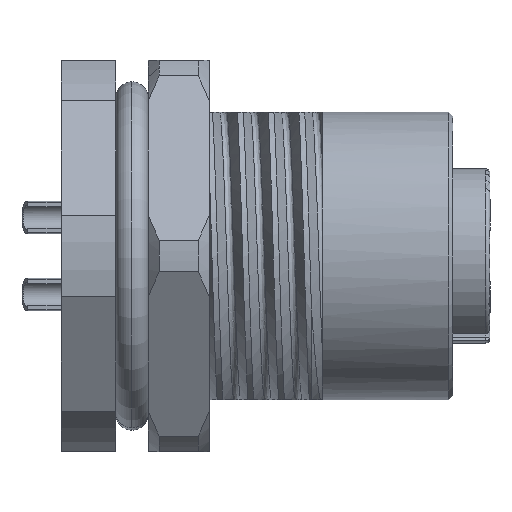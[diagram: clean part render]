
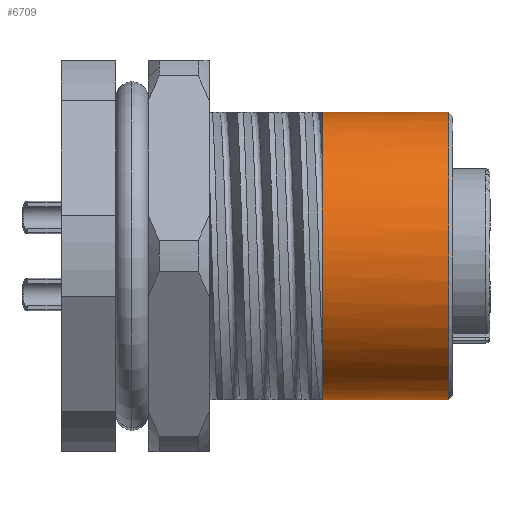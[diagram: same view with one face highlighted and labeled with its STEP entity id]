
A CAD part, front view. The second image highlights one B-rep face of the part: STEP entity #6709.
In plain terms, the highlighted cylindrical face has radius 6.6 mm (diameter 13.2 mm), a partial arc.
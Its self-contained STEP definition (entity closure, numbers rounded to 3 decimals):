
#132 = VERTEX_POINT ( 'NONE', #18052 ) ;
#1444 = DIRECTION ( 'NONE',  ( 0., 0., 1. ) ) ;
#1688 = CIRCLE ( 'NONE', #18485, 6.6 ) ;
#1706 = CIRCLE ( 'NONE', #23392, 6.6 ) ;
#1939 = DIRECTION ( 'NONE',  ( 0., 0., 1. ) ) ;
#2379 = EDGE_CURVE ( 'NONE', #3220, #132, #1688, .T. ) ;
#3220 = VERTEX_POINT ( 'NONE', #16693 ) ;
#4093 = EDGE_CURVE ( 'NONE', #17696, #23442, #1706, .T. ) ;
#4242 = EDGE_LOOP ( 'NONE', ( #5198, #14470, #14449, #4898 ) ) ;
#4898 = ORIENTED_EDGE ( 'NONE', *, *, #4093, .F. ) ;
#5050 = CARTESIAN_POINT ( 'NONE',  ( -1.5, 0., -6.6 ) ) ;
#5198 = ORIENTED_EDGE ( 'NONE', *, *, #9335, .F. ) ;
#5688 = CARTESIAN_POINT ( 'NONE',  ( -40.569, 0., -6.6 ) ) ;
#5949 = CARTESIAN_POINT ( 'NONE',  ( -40.569, 0., 0. ) ) ;
#6244 = VECTOR ( 'NONE', #8220, 1000. ) ;
#6661 = CARTESIAN_POINT ( 'NONE',  ( -40.569, 0., 6.6 ) ) ;
#6709 = ADVANCED_FACE ( 'NONE', ( #7720 ), #12550, .T. ) ;
#7720 = FACE_OUTER_BOUND ( 'NONE', #4242, .T. ) ;
#8220 = DIRECTION ( 'NONE',  ( -1., 0., 0. ) ) ;
#8974 = DIRECTION ( 'NONE',  ( -1., 0., 0. ) ) ;
#9335 = EDGE_CURVE ( 'NONE', #3220, #17696, #10690, .T. ) ;
#10248 = LINE ( 'NONE', #6661, #6244 ) ;
#10690 = LINE ( 'NONE', #5688, #21668 ) ;
#11086 = DIRECTION ( 'NONE',  ( -1., 0., 0. ) ) ;
#12550 = CYLINDRICAL_SURFACE ( 'NONE', #13539, 6.6 ) ;
#13539 = AXIS2_PLACEMENT_3D ( 'NONE', #5949, #11086, #1444 ) ;
#14054 = EDGE_CURVE ( 'NONE', #132, #23442, #10248, .T. ) ;
#14449 = ORIENTED_EDGE ( 'NONE', *, *, #14054, .T. ) ;
#14470 = ORIENTED_EDGE ( 'NONE', *, *, #2379, .T. ) ;
#14720 = CARTESIAN_POINT ( 'NONE',  ( 4.3, 0., 0. ) ) ;
#14917 = CARTESIAN_POINT ( 'NONE',  ( -1.5, 0., 0. ) ) ;
#16693 = CARTESIAN_POINT ( 'NONE',  ( 4.3, 0., -6.6 ) ) ;
#16828 = DIRECTION ( 'NONE',  ( 0., 0., 1. ) ) ;
#17696 = VERTEX_POINT ( 'NONE', #5050 ) ;
#18052 = CARTESIAN_POINT ( 'NONE',  ( 4.3, 0., 6.6 ) ) ;
#18485 = AXIS2_PLACEMENT_3D ( 'NONE', #14720, #8974, #1939 ) ;
#20531 = DIRECTION ( 'NONE',  ( -1., 0., 0. ) ) ;
#21668 = VECTOR ( 'NONE', #23484, 1000. ) ;
#22974 = CARTESIAN_POINT ( 'NONE',  ( -1.5, 0., 6.6 ) ) ;
#23392 = AXIS2_PLACEMENT_3D ( 'NONE', #14917, #20531, #16828 ) ;
#23442 = VERTEX_POINT ( 'NONE', #22974 ) ;
#23484 = DIRECTION ( 'NONE',  ( -1., 0., 0. ) ) ;
